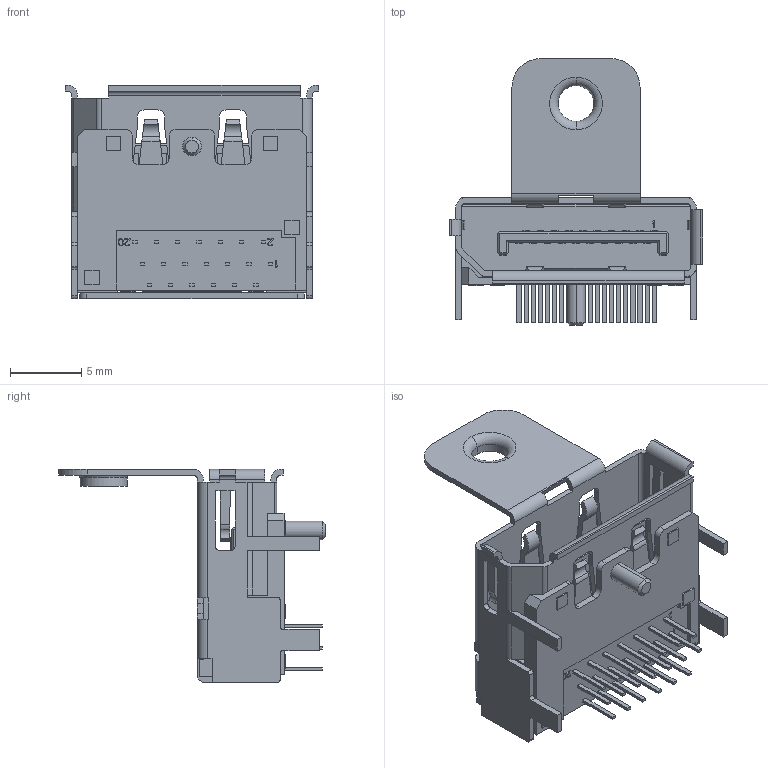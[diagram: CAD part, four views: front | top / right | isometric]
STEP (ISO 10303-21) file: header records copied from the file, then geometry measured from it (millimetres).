
FILE_DESCRIPTION((''),'2;1');
FILE_NAME('C-2040210-1','2008-07-15T',('workeradm'),('Tyco Electronics Corporation'),'PRO/ENGINEER BY PARAMETRIC TECHNOLOGY CORPORATION, 2005450','PRO/ENGINEER BY PARAMETRIC TECHNOLOGY CORPORATION, 2005450','');
FILE_SCHEMA(('CONFIG_CONTROL_DESIGN', 'GEOMETRIC_VALIDATION_PROPERTIES_MIM'));
Length unit declared in the file: millimetre
Products named in the file (1): C-2040210-1
Bounding box: 17.79 x 18.73 x 14.98 mm (x, y, z)
Volume: 837.2 mm3; surface area: 2241.1 mm2
Topology: 1 solids, 1 shells, 657 faces, 1875 edges, 1237 vertices
Faces by surface type: plane 557, cylinder 94, torus 4, cone 2
Entity records: 21314 total; most frequent: CARTESIAN_POINT 3942, ORIENTED_EDGE 3750, DIRECTION 3295, EDGE_CURVE 1875, VECTOR 1669, LINE 1669, VERTEX_POINT 1237, AXIS2_PLACEMENT_3D 813
